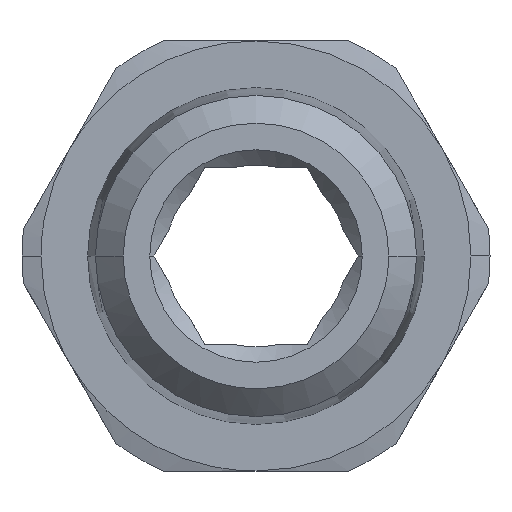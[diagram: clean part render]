
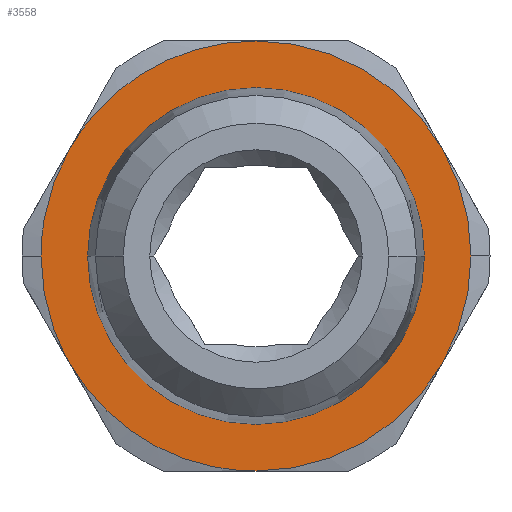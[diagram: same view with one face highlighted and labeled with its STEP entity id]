
A CAD part, front view. The second image highlights one B-rep face of the part: STEP entity #3558.
In plain terms, the highlighted planar face has unit normal (0, -1, 0).
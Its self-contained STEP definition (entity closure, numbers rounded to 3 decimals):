
#204=CARTESIAN_POINT('Vertex',(7.361,11.,-4.25)) ;
#2236=CARTESIAN_POINT('Axis2P3D Location',(0.,11.,0.)) ;
#2240=CARTESIAN_POINT('Vertex',(-6.655,11.,0.)) ;
#2242=CARTESIAN_POINT('Vertex',(6.655,11.,0.)) ;
#2267=CARTESIAN_POINT('Axis2P3D Location',(0.,11.,0.)) ;
#2290=CARTESIAN_POINT('Vertex',(8.5,11.,0.)) ;
#2306=CARTESIAN_POINT('Vertex',(7.361,11.,4.25)) ;
#2309=CARTESIAN_POINT('Axis2P3D Location',(0.,11.,0.)) ;
#2341=CARTESIAN_POINT('Vertex',(0.,11.,8.5)) ;
#2344=CARTESIAN_POINT('Axis2P3D Location',(0.,11.,0.)) ;
#2368=CARTESIAN_POINT('Axis2P3D Location',(0.,11.,0.)) ;
#2372=CARTESIAN_POINT('Vertex',(0.,11.,-8.5)) ;
#2401=CARTESIAN_POINT('Axis2P3D Location',(0.,11.,0.)) ;
#3483=CARTESIAN_POINT('Axis2P3D Location',(0.,11.,0.)) ;
#3489=CARTESIAN_POINT('Control Point',(0.,11.,8.5)) ;
#3490=CARTESIAN_POINT('Control Point',(-0.857,11.,8.5)) ;
#3491=CARTESIAN_POINT('Control Point',(-1.714,11.,8.392)) ;
#3492=CARTESIAN_POINT('Control Point',(-2.553,11.,8.176)) ;
#3493=CARTESIAN_POINT('Control Point',(-4.158,11.,7.537)) ;
#3494=CARTESIAN_POINT('Control Point',(-5.554,11.,6.52)) ;
#3495=CARTESIAN_POINT('Control Point',(-6.184,11.,5.926)) ;
#3496=CARTESIAN_POINT('Control Point',(-6.775,11.,5.207)) ;
#3497=CARTESIAN_POINT('Control Point',(-7.26,11.,4.421)) ;
#3498=CARTESIAN_POINT('Control Point',(-7.294,11.,4.364)) ;
#3499=CARTESIAN_POINT('Control Point',(-7.328,11.,4.307)) ;
#3500=CARTESIAN_POINT('Control Point',(-7.361,11.,4.25)) ;
#3501=CARTESIAN_POINT('Vertex',(-7.361,11.,4.25)) ;
#3505=CARTESIAN_POINT('Control Point',(-7.361,11.,4.25)) ;
#3506=CARTESIAN_POINT('Control Point',(-7.79,11.,3.508)) ;
#3507=CARTESIAN_POINT('Control Point',(-8.125,11.,2.712)) ;
#3508=CARTESIAN_POINT('Control Point',(-8.357,11.,1.877)) ;
#3509=CARTESIAN_POINT('Control Point',(-8.486,11.,0.989)) ;
#3510=CARTESIAN_POINT('Control Point',(-8.5,11.,0.099)) ;
#3511=CARTESIAN_POINT('Control Point',(-8.5,11.,0.066)) ;
#3512=CARTESIAN_POINT('Control Point',(-8.5,11.,0.033)) ;
#3513=CARTESIAN_POINT('Control Point',(-8.5,11.,0.)) ;
#3514=CARTESIAN_POINT('Vertex',(-8.5,11.,0.)) ;
#3518=CARTESIAN_POINT('Control Point',(-8.5,11.,0.)) ;
#3519=CARTESIAN_POINT('Control Point',(-8.5,11.,-0.824)) ;
#3520=CARTESIAN_POINT('Control Point',(-8.4,11.,-1.648)) ;
#3521=CARTESIAN_POINT('Control Point',(-8.201,11.,-2.455)) ;
#3522=CARTESIAN_POINT('Control Point',(-7.881,11.,-3.293)) ;
#3523=CARTESIAN_POINT('Control Point',(-7.459,11.,-4.077)) ;
#3524=CARTESIAN_POINT('Control Point',(-7.427,11.,-4.135)) ;
#3525=CARTESIAN_POINT('Control Point',(-7.394,11.,-4.193)) ;
#3526=CARTESIAN_POINT('Control Point',(-7.361,11.,-4.25)) ;
#3527=CARTESIAN_POINT('Vertex',(-7.361,11.,-4.25)) ;
#3531=CARTESIAN_POINT('Control Point',(-7.361,11.,-4.25)) ;
#3532=CARTESIAN_POINT('Control Point',(-6.933,11.,-4.992)) ;
#3533=CARTESIAN_POINT('Control Point',(-6.411,11.,-5.68)) ;
#3534=CARTESIAN_POINT('Control Point',(-5.804,11.,-6.299)) ;
#3535=CARTESIAN_POINT('Control Point',(-4.449,11.,-7.369)) ;
#3536=CARTESIAN_POINT('Control Point',(-2.87,11.,-8.07)) ;
#3537=CARTESIAN_POINT('Control Point',(-2.04,11.,-8.319)) ;
#3538=CARTESIAN_POINT('Control Point',(-1.122,11.,-8.471)) ;
#3539=CARTESIAN_POINT('Control Point',(-0.199,11.,-8.498)) ;
#3540=CARTESIAN_POINT('Control Point',(-0.133,11.,-8.499)) ;
#3541=CARTESIAN_POINT('Control Point',(-0.066,11.,-8.5)) ;
#3542=CARTESIAN_POINT('Control Point',(0.,11.,-8.5)) ;
#2237=DIRECTION('Axis2P3D Direction',(-0.,1.,0.)) ;
#2268=DIRECTION('Axis2P3D Direction',(-0.,1.,0.)) ;
#2310=DIRECTION('Axis2P3D Direction',(-0.,1.,0.)) ;
#2345=DIRECTION('Axis2P3D Direction',(-0.,1.,0.)) ;
#2369=DIRECTION('Axis2P3D Direction',(-0.,1.,0.)) ;
#2402=DIRECTION('Axis2P3D Direction',(-0.,1.,0.)) ;
#3484=DIRECTION('Axis2P3D Direction',(-0.,1.,0.)) ;
#3485=DIRECTION('Axis2P3D XDirection',(1.,0.,0.)) ;
#2238=AXIS2_PLACEMENT_3D('Circle Axis2P3D',#2236,#2237,$) ;
#2269=AXIS2_PLACEMENT_3D('Circle Axis2P3D',#2267,#2268,$) ;
#2311=AXIS2_PLACEMENT_3D('Circle Axis2P3D',#2309,#2310,$) ;
#2346=AXIS2_PLACEMENT_3D('Circle Axis2P3D',#2344,#2345,$) ;
#2370=AXIS2_PLACEMENT_3D('Circle Axis2P3D',#2368,#2369,$) ;
#2403=AXIS2_PLACEMENT_3D('Circle Axis2P3D',#2401,#2402,$) ;
#3486=AXIS2_PLACEMENT_3D('Plane Axis2P3D',#3483,#3484,#3485) ;
#3545=ORIENTED_EDGE('',*,*,#2348,.T.) ;
#3546=ORIENTED_EDGE('',*,*,#3503,.T.) ;
#3547=ORIENTED_EDGE('',*,*,#3516,.T.) ;
#3548=ORIENTED_EDGE('',*,*,#3529,.T.) ;
#3549=ORIENTED_EDGE('',*,*,#3543,.T.) ;
#3550=ORIENTED_EDGE('',*,*,#2374,.T.) ;
#3551=ORIENTED_EDGE('',*,*,#2405,.T.) ;
#3552=ORIENTED_EDGE('',*,*,#2313,.T.) ;
#3555=ORIENTED_EDGE('',*,*,#2271,.T.) ;
#3556=ORIENTED_EDGE('',*,*,#2244,.F.) ;
#3557=FACE_BOUND('',#3554,.T.) ;
#3558=ADVANCED_FACE('PN510B-10R14',(#3553,#3557),#3487,.F.) ;
#3488=B_SPLINE_CURVE_WITH_KNOTS('',5,(#3489,#3490,#3491,#3492,#3493,#3494,#3495,#3496,#3497,#3498,#3499,#3500),.UNSPECIFIED.,.F.,.U.,(6,3,3,6),(0.,6.06,12.119,12.588),.UNSPECIFIED.) ;
#3504=B_SPLINE_CURVE_WITH_KNOTS('',5,(#3505,#3506,#3507,#3508,#3509,#3510,#3511,#3512,#3513),.UNSPECIFIED.,.F.,.U.,(6,3,6),(0.,6.06,6.294),.UNSPECIFIED.) ;
#3517=B_SPLINE_CURVE_WITH_KNOTS('',5,(#3518,#3519,#3520,#3521,#3522,#3523,#3524,#3525,#3526),.UNSPECIFIED.,.F.,.U.,(6,3,6),(6.294,12.119,12.588),.UNSPECIFIED.) ;
#3530=B_SPLINE_CURVE_WITH_KNOTS('',5,(#3531,#3532,#3533,#3534,#3535,#3536,#3537,#3538,#3539,#3540,#3541,#3542),.UNSPECIFIED.,.F.,.U.,(6,3,3,6),(0.,6.06,12.119,12.588),.UNSPECIFIED.) ;
#2239=CIRCLE('generated circle',#2238,6.655) ;
#2270=CIRCLE('generated circle',#2269,6.655) ;
#2312=CIRCLE('generated circle',#2311,8.5) ;
#2347=CIRCLE('generated circle',#2346,8.5) ;
#2371=CIRCLE('generated circle',#2370,8.5) ;
#2404=CIRCLE('generated circle',#2403,8.5) ;
#2244=EDGE_CURVE('',#2241,#2243,#2239,.F.) ;
#2271=EDGE_CURVE('',#2241,#2243,#2270,.T.) ;
#2313=EDGE_CURVE('',#2291,#2307,#2312,.F.) ;
#2348=EDGE_CURVE('',#2307,#2342,#2347,.F.) ;
#2374=EDGE_CURVE('',#2373,#205,#2371,.F.) ;
#2405=EDGE_CURVE('',#205,#2291,#2404,.F.) ;
#3503=EDGE_CURVE('',#2342,#3502,#3488,.T.) ;
#3516=EDGE_CURVE('',#3502,#3515,#3504,.T.) ;
#3529=EDGE_CURVE('',#3515,#3528,#3517,.T.) ;
#3543=EDGE_CURVE('',#3528,#2373,#3530,.T.) ;
#3544=EDGE_LOOP('',(#3545,#3546,#3547,#3548,#3549,#3550,#3551,#3552)) ;
#3554=EDGE_LOOP('',(#3555,#3556)) ;
#3553=FACE_OUTER_BOUND('',#3544,.T.) ;
#3487=PLANE('',#3486) ;
#205=VERTEX_POINT('',#204) ;
#2241=VERTEX_POINT('',#2240) ;
#2243=VERTEX_POINT('',#2242) ;
#2291=VERTEX_POINT('',#2290) ;
#2307=VERTEX_POINT('',#2306) ;
#2342=VERTEX_POINT('',#2341) ;
#2373=VERTEX_POINT('',#2372) ;
#3502=VERTEX_POINT('',#3501) ;
#3515=VERTEX_POINT('',#3514) ;
#3528=VERTEX_POINT('',#3527) ;
